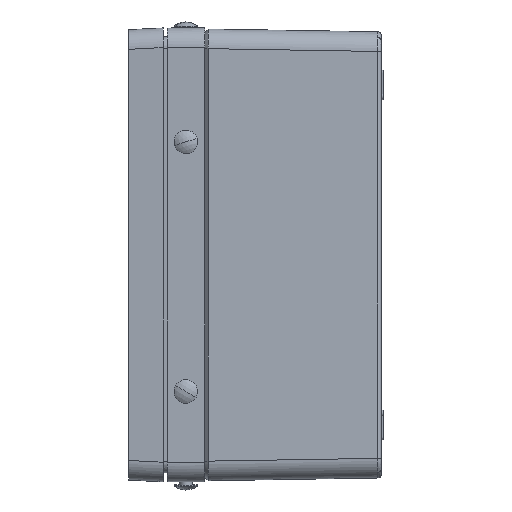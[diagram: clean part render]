
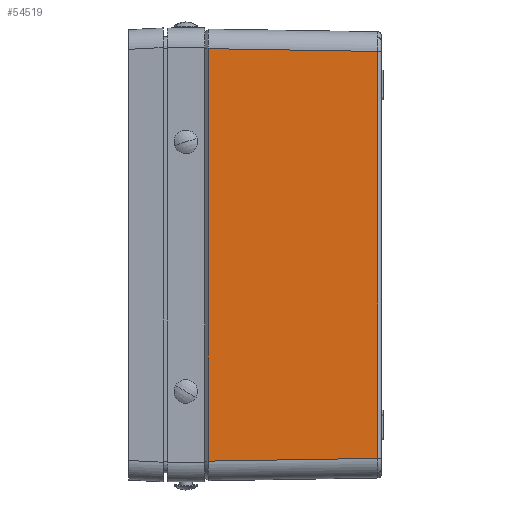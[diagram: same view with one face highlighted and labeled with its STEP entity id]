
A CAD part, left-side view. The second image highlights one B-rep face of the part: STEP entity #54519.
In plain terms, the highlighted planar face has unit normal (-1, -0.016, 0).
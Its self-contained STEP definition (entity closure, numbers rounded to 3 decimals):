
#587 = CARTESIAN_POINT ( 'NONE',  ( -163.531, -90.033, -103.532 ) ) ;
#645 = DIRECTION ( 'NONE',  ( -1., -0.016, 0. ) ) ;
#699 = CARTESIAN_POINT ( 'NONE',  ( -165.003, 0.163, -105.004 ) ) ;
#813 = VECTOR ( 'NONE', #25145, 1000. ) ;
#1607 = FACE_OUTER_BOUND ( 'NONE', #12850, .T. ) ;
#2532 = VECTOR ( 'NONE', #23575, 1000. ) ;
#3347 = EDGE_CURVE ( 'NONE', #41343, #63063, #40038, .T. ) ;
#3769 = EDGE_CURVE ( 'NONE', #6995, #47479, #39218, .T. ) ;
#6995 = VERTEX_POINT ( 'NONE', #587 ) ;
#12850 = EDGE_LOOP ( 'NONE', ( #38421, #49987, #25546, #37235 ) ) ;
#15850 = CARTESIAN_POINT ( 'NONE',  ( -164.938, -3.8, -104.969 ) ) ;
#20058 = EDGE_CURVE ( 'NONE', #63063, #6995, #43468, .T. ) ;
#20282 = CARTESIAN_POINT ( 'NONE',  ( -164.938, -3.8, -104.939 ) ) ;
#20970 = CARTESIAN_POINT ( 'NONE',  ( -163.531, -90.033, 103.532 ) ) ;
#23575 = DIRECTION ( 'NONE',  ( -0.016, 1., 0.016 ) ) ;
#24825 = DIRECTION ( 'NONE',  ( 0.016, -1., 0.016 ) ) ;
#25145 = DIRECTION ( 'NONE',  ( 0., 0., -1. ) ) ;
#25166 = CARTESIAN_POINT ( 'NONE',  ( -165., 0., -115. ) ) ;
#25481 = AXIS2_PLACEMENT_3D ( 'NONE', #25166, #645, #34995 ) ;
#25546 = ORIENTED_EDGE ( 'NONE', *, *, #51536, .T. ) ;
#28474 = CARTESIAN_POINT ( 'NONE',  ( -164.941, -3.589, 104.943 ) ) ;
#28679 = LINE ( 'NONE', #28474, #2532 ) ;
#32059 = DIRECTION ( 'NONE',  ( 0., 0., 1. ) ) ;
#34995 = DIRECTION ( 'NONE',  ( 0.016, -1., 0. ) ) ;
#37235 = ORIENTED_EDGE ( 'NONE', *, *, #3347, .T. ) ;
#38421 = ORIENTED_EDGE ( 'NONE', *, *, #20058, .T. ) ;
#39218 = LINE ( 'NONE', #51386, #60703 ) ;
#39552 = PLANE ( 'NONE',  #25481 ) ;
#40038 = LINE ( 'NONE', #15850, #813 ) ;
#41343 = VERTEX_POINT ( 'NONE', #51517 ) ;
#43468 = LINE ( 'NONE', #699, #59594 ) ;
#47479 = VERTEX_POINT ( 'NONE', #20970 ) ;
#49987 = ORIENTED_EDGE ( 'NONE', *, *, #3769, .T. ) ;
#51386 = CARTESIAN_POINT ( 'NONE',  ( -163.531, -90.033, 103.5 ) ) ;
#51517 = CARTESIAN_POINT ( 'NONE',  ( -164.938, -3.8, 104.939 ) ) ;
#51536 = EDGE_CURVE ( 'NONE', #47479, #41343, #28679, .T. ) ;
#54519 = ADVANCED_FACE ( 'NONE', ( #1607 ), #39552, .T. ) ;
#59594 = VECTOR ( 'NONE', #24825, 1000. ) ;
#60703 = VECTOR ( 'NONE', #32059, 1000. ) ;
#63063 = VERTEX_POINT ( 'NONE', #20282 ) ;
